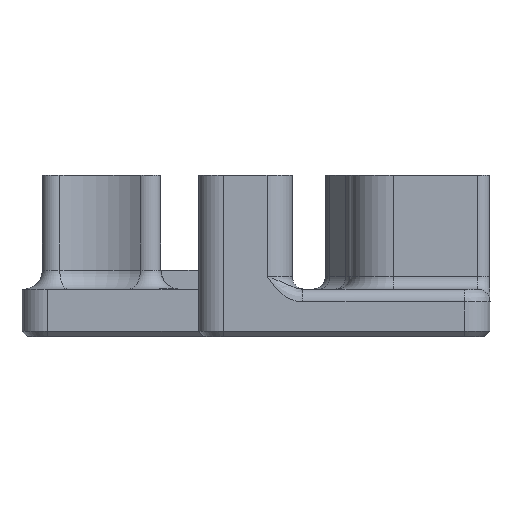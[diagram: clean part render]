
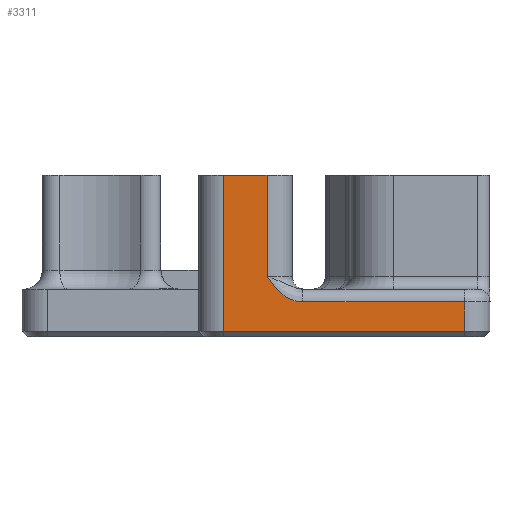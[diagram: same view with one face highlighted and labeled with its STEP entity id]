
A CAD part, left-side view. The second image highlights one B-rep face of the part: STEP entity #3311.
In plain terms, the highlighted planar face has unit normal (-1, 0, 0).
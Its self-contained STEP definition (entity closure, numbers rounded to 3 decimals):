
#38=B_SPLINE_CURVE_WITH_KNOTS('',3,(#5366,#5367,#5368,#5369,#5370,#5371,
#5372,#5373,#5374,#5375,#5376,#5377),.UNSPECIFIED.,.F.,.F.,(4,2,1,1,1,1,
1,1,4),(-0.001,0.,0.072,0.144,0.216,0.252,
0.288,0.324,0.359),.UNSPECIFIED.);
#376=FACE_OUTER_BOUND('',#594,.T.);
#594=EDGE_LOOP('',(#2498,#2499,#2500,#2501,#2502,#2503,#2504));
#869=LINE('',#5345,#1180);
#873=LINE('',#5356,#1184);
#875=LINE('',#5362,#1186);
#876=LINE('',#5364,#1187);
#877=LINE('',#5379,#1188);
#878=LINE('',#5380,#1189);
#1180=VECTOR('',#4229,19.095);
#1184=VECTOR('',#4241,12.35);
#1186=VECTOR('',#4247,2.35);
#1187=VECTOR('',#4248,12.823);
#1188=VECTOR('',#4249,8.);
#1189=VECTOR('',#4250,3.443);
#1536=VERTEX_POINT('',#5339);
#1537=VERTEX_POINT('',#5343);
#1540=VERTEX_POINT('',#5355);
#1542=VERTEX_POINT('',#5361);
#1543=VERTEX_POINT('',#5363);
#1544=VERTEX_POINT('',#5365);
#1545=VERTEX_POINT('',#5378);
#1886=EDGE_CURVE('',#1536,#1537,#869,.T.);
#1891=EDGE_CURVE('',#1540,#1537,#873,.T.);
#1894=EDGE_CURVE('',#1542,#1536,#875,.T.);
#1895=EDGE_CURVE('',#1543,#1542,#876,.T.);
#1896=EDGE_CURVE('',#1544,#1543,#38,.T.);
#1897=EDGE_CURVE('',#1544,#1545,#877,.T.);
#1898=EDGE_CURVE('',#1540,#1545,#878,.T.);
#2498=ORIENTED_EDGE('',*,*,#1886,.F.);
#2499=ORIENTED_EDGE('',*,*,#1894,.F.);
#2500=ORIENTED_EDGE('',*,*,#1895,.F.);
#2501=ORIENTED_EDGE('',*,*,#1896,.F.);
#2502=ORIENTED_EDGE('',*,*,#1897,.T.);
#2503=ORIENTED_EDGE('',*,*,#1898,.F.);
#2504=ORIENTED_EDGE('',*,*,#1891,.T.);
#3189=PLANE('',#3604);
#3311=ADVANCED_FACE('',(#376),#3189,.F.);
#3604=AXIS2_PLACEMENT_3D('',#5360,#4245,#4246);
#4229=DIRECTION('',(0.,1.,0.));
#4241=DIRECTION('',(0.,0.,-1.));
#4245=DIRECTION('center_axis',(1.,0.,0.));
#4246=DIRECTION('ref_axis',(0.,1.,0.));
#4247=DIRECTION('',(0.,0.,-1.));
#4248=DIRECTION('',(0.,-1.,0.));
#4249=DIRECTION('',(0.,0.,1.));
#4250=DIRECTION('',(0.,-1.,0.));
#5339=CARTESIAN_POINT('',(-115.,64.955,73.68));
#5343=CARTESIAN_POINT('',(-115.,84.05,73.68));
#5345=CARTESIAN_POINT('',(-115.,64.955,73.68));
#5355=CARTESIAN_POINT('',(-115.,84.05,86.03));
#5356=CARTESIAN_POINT('',(-115.,84.05,86.03));
#5360=CARTESIAN_POINT('Origin',(-115.,56.961,72.08));
#5361=CARTESIAN_POINT('',(-115.,64.955,76.03));
#5362=CARTESIAN_POINT('',(-115.,64.955,76.03));
#5363=CARTESIAN_POINT('',(-115.,77.778,76.03));
#5364=CARTESIAN_POINT('',(-115.,77.778,76.03));
#5365=CARTESIAN_POINT('',(-115.,80.606,78.03));
#5366=CARTESIAN_POINT('Ctrl Pts',(-115.,80.606,78.03));
#5367=CARTESIAN_POINT('Ctrl Pts',(-115.,80.605,78.028));
#5368=CARTESIAN_POINT('Ctrl Pts',(-115.,80.604,78.026));
#5369=CARTESIAN_POINT('Ctrl Pts',(-115.,80.464,77.829));
#5370=CARTESIAN_POINT('Ctrl Pts',(-115.,80.184,77.434));
#5371=CARTESIAN_POINT('Ctrl Pts',(-115.,79.715,76.886));
#5372=CARTESIAN_POINT('Ctrl Pts',(-115.,79.251,76.503));
#5373=CARTESIAN_POINT('Ctrl Pts',(-115.,78.827,76.266));
#5374=CARTESIAN_POINT('Ctrl Pts',(-115.,78.493,76.134));
#5375=CARTESIAN_POINT('Ctrl Pts',(-115.,78.139,76.049));
#5376=CARTESIAN_POINT('Ctrl Pts',(-115.,77.898,76.03));
#5377=CARTESIAN_POINT('Ctrl Pts',(-115.,77.778,76.03));
#5378=CARTESIAN_POINT('',(-115.,80.606,86.03));
#5379=CARTESIAN_POINT('',(-115.,80.606,78.03));
#5380=CARTESIAN_POINT('',(-115.,84.05,86.03));
